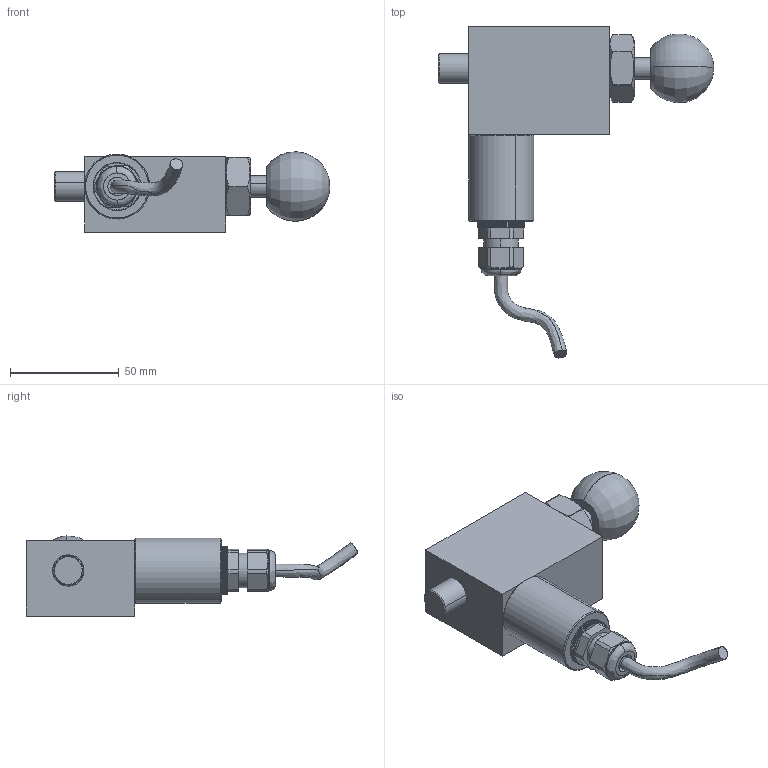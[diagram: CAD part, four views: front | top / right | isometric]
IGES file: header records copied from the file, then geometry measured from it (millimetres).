
Start section: SolidWorks IGES file using analytic representation for surfaces
Global section: file name: MSDDST_251133.IGS; native system: SolidWorks 2010; preprocessor: SolidWorks 2010; author: LarsenR; date: 120927.104542; units: millimetre
Bounding box: 127 x 152.95 x 36.95 mm (x, y, z)
Surface area: 32464.9 mm2 (no closed solid volume)
Topology: 0 solids, 0 shells, 292 faces, 2594 edges, 2593 vertices
Faces by surface type: bspline 165, revolution 127
